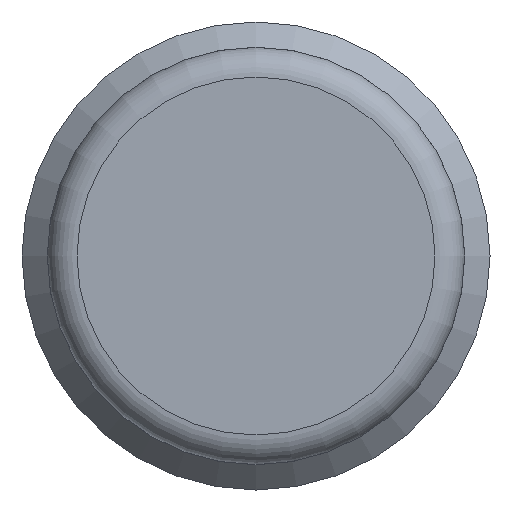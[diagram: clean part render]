
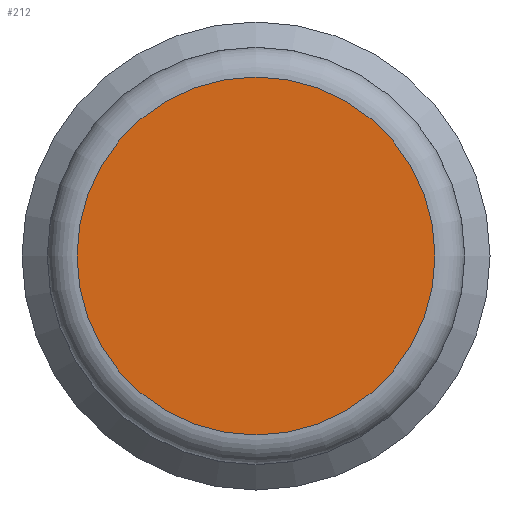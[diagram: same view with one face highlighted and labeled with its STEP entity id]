
A CAD part, front view. The second image highlights one B-rep face of the part: STEP entity #212.
In plain terms, the highlighted planar face has unit normal (0, -1, 0).
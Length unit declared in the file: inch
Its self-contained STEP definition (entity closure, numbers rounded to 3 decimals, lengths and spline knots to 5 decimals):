
#212 = ADVANCED_FACE ( 'NONE', ( #1675 ), #539, .F. ) ;
#539 = PLANE ( 'NONE',  #1484 ) ;
#627 = AXIS2_PLACEMENT_3D ( 'NONE', #1082, #1069, #1197 ) ;
#689 = ORIENTED_EDGE ( 'NONE', *, *, #1560, .T. ) ;
#817 = DIRECTION ( 'NONE',  ( 0., 1., 0. ) ) ;
#978 = CARTESIAN_POINT ( 'NONE',  ( 0., 0., 0. ) ) ;
#982 = CIRCLE ( 'NONE', #627, 0.18065 ) ;
#1022 = CARTESIAN_POINT ( 'NONE',  ( 0., 0., 0.18065 ) ) ;
#1069 = DIRECTION ( 'NONE',  ( 0., -1., 0. ) ) ;
#1082 = CARTESIAN_POINT ( 'NONE',  ( 0., 0., 0. ) ) ;
#1190 = VERTEX_POINT ( 'NONE', #1022 ) ;
#1197 = DIRECTION ( 'NONE',  ( 0., 0., 1. ) ) ;
#1262 = EDGE_LOOP ( 'NONE', ( #689 ) ) ;
#1484 = AXIS2_PLACEMENT_3D ( 'NONE', #978, #817, #1616 ) ;
#1560 = EDGE_CURVE ( 'NONE', #1190, #1190, #982, .T. ) ;
#1616 = DIRECTION ( 'NONE',  ( 0., 0., 1. ) ) ;
#1675 = FACE_OUTER_BOUND ( 'NONE', #1262, .T. ) ;
